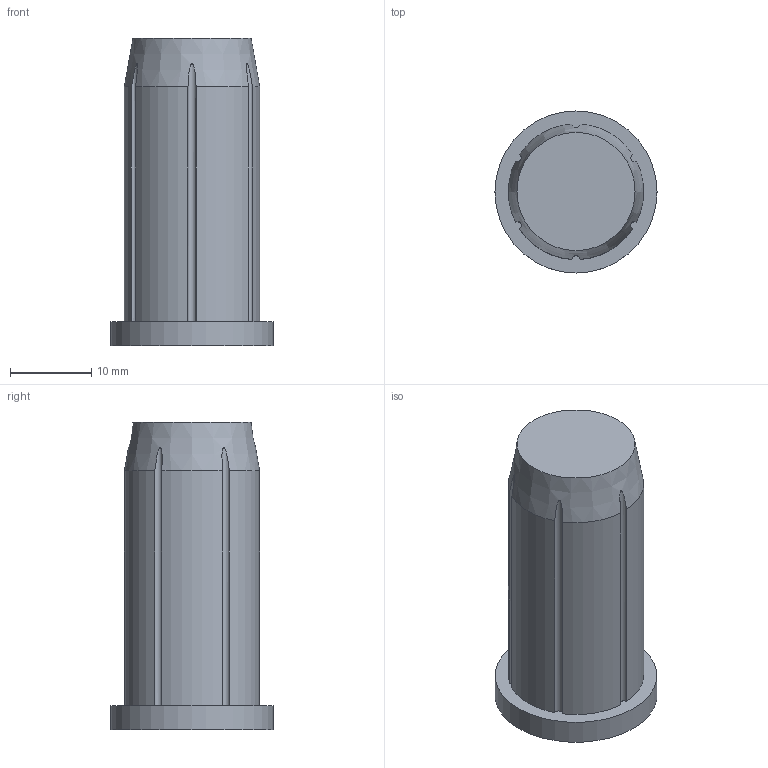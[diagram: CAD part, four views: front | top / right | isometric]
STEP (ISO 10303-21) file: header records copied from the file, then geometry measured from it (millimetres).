
FILE_DESCRIPTION(/* description */ ('Unknown','CAx-IF Rec.Pracs.---Representation and Presentation of Product Manufacturing Information (PMI)---4.0---2014-10-13','CAx-IF Rec.Pracs.---3D Tessellated Geometry---0.4---2014-09-14','2;1'),/* implementation_level */ '2;1');
FILE_NAME(/* name */ 'blind adapter counter side',/* time_stamp */ '2024-05-02T11:11:49+02:00',/* author */ ('Tim'),/* organization */ ('Unknown'),/* preprocessor_version */ 'ST-DEVELOPER v19.4',/* originating_system */ 'Solid Edge',/* authorisation */ 'Unknown');
FILE_SCHEMA (('AP242_MANAGED_MODEL_BASED_3D_ENGINEERING_MIM_LF { 1 0 10303 442 1 1 4 }'));
Length unit declared in the file: millimetre
Products named in the file (1): blind adapter counter side
Bounding box: 20 x 20 x 38 mm (x, y, z)
Volume: 6303.2 mm3; surface area: 3380.2 mm2
Topology: 1 solids, 1 shells, 24 faces, 59 edges, 39 vertices
Faces by surface type: cylinder 17, plane 5, cone 2
Full cylindrical faces by diameter (mm): 11.15 x1, 20 x1
Entity records: 800 total; most frequent: CARTESIAN_POINT 212, DIRECTION 130, ORIENTED_EDGE 106, AXIS2_PLACEMENT_3D 57, EDGE_CURVE 53, VERTEX_POINT 37, CIRCLE 31, EDGE_LOOP 30
